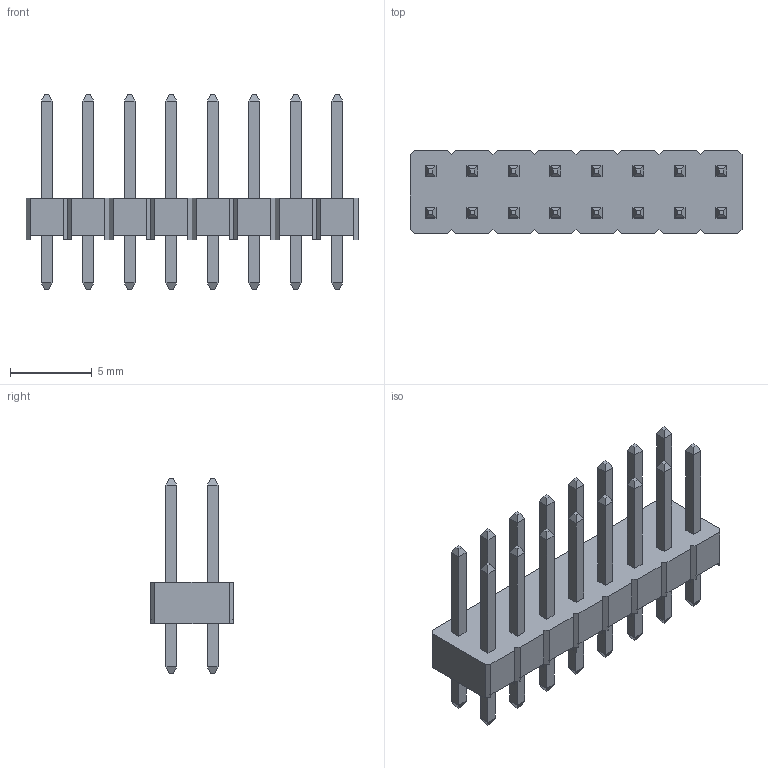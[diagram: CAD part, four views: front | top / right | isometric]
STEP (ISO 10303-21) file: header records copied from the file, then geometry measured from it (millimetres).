
FILE_DESCRIPTION(/* description */ (''),/* implementation_level */ '2;1');
FILE_NAME(/* name */ '16-Pin Header - Male - Double - 2.54mm.step',/* time_stamp */ '2021-04-21T16:38:38+02:00',/* author */ (''),/* organization */ (''),/* preprocessor_version */ 'ST-DEVELOPER v18.1',/* originating_system */ 'Autodesk Translation Framework v10.6.0.1341',/* authorisation */ '');
FILE_SCHEMA (('AUTOMOTIVE_DESIGN { 1 0 10303 214 3 1 1 }'));
Length unit declared in the file: millimetre
Products named in the file (2): ZL202-80_P2-54_L101_W5-08_H8-9; 16-Pin Header-Male-Double-2.54mm
Assembly tree (1 placements, depth 2):
  ZL202-80_P2-54_L101_W5-08_H8-9
    16-Pin Header-Male-Double-2.54mm
Bounding box: 20.32 x 5.08 x 11.94 mm (x, y, z)
Volume: 301.2 mm3; surface area: 734.3 mm2
Topology: 1 solids, 1 shells, 372 faces, 854 edges, 516 vertices
Faces by surface type: plane 372
Entity records: 10209 total; most frequent: CARTESIAN_POINT 1745, ORIENTED_EDGE 1708, DIRECTION 1604, LINE 854, VECTOR 854, EDGE_CURVE 854, VERTEX_POINT 516, EDGE_LOOP 404
